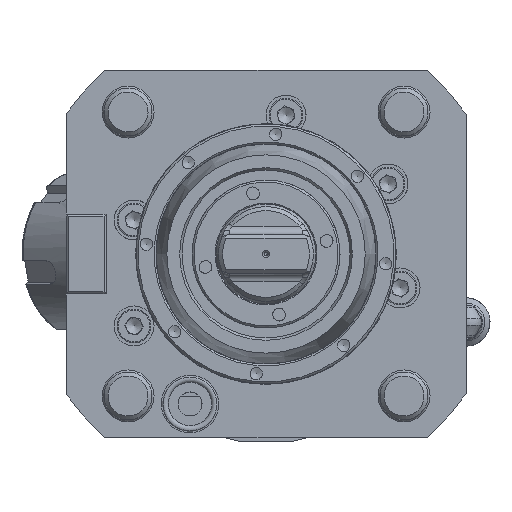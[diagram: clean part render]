
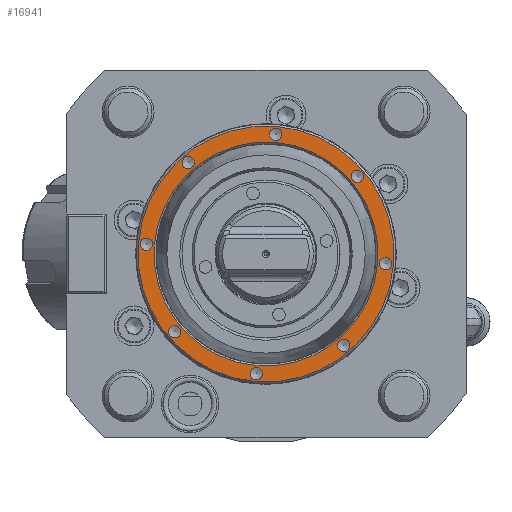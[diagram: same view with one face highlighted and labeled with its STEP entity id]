
A CAD part, front view. The second image highlights one B-rep face of the part: STEP entity #16941.
In plain terms, the highlighted planar face has unit normal (0, -1, 0).
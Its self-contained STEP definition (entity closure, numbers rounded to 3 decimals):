
#1880 = DIRECTION ( 'NONE',  ( -0.081, 0., -0.997 ) ) ;
#1923 = DIRECTION ( 'NONE',  ( -0.081, 0., -0.997 ) ) ;
#2958 = DIRECTION ( 'NONE',  ( 0., -1., 0. ) ) ;
#3548 = AXIS2_PLACEMENT_3D ( 'NONE', #14812, #50835, #25075 ) ;
#4525 = DIRECTION ( 'NONE',  ( -0.081, 0., -0.997 ) ) ;
#4881 = DIRECTION ( 'NONE',  ( 0., -1., 0. ) ) ;
#5000 = CARTESIAN_POINT ( 'NONE',  ( 2.208, -42.997, 28.259 ) ) ;
#7168 = FACE_BOUND ( 'NONE', #21041, .T. ) ;
#7965 = FACE_OUTER_BOUND ( 'NONE', #30285, .T. ) ;
#8023 = DIRECTION ( 'NONE',  ( -0.081, 0., -0.997 ) ) ;
#8336 = EDGE_LOOP ( 'NONE', ( #21749 ) ) ;
#9102 = DIRECTION ( 'NONE',  ( -0.081, 0., -0.997 ) ) ;
#9318 = CARTESIAN_POINT ( 'NONE',  ( 19.354, -42.997, -22.95 ) ) ;
#9649 = ORIENTED_EDGE ( 'NONE', *, *, #54292, .F. ) ;
#11001 = VERTEX_POINT ( 'NONE', #31027 ) ;
#11144 = FACE_BOUND ( 'NONE', #8336, .T. ) ;
#12613 = VERTEX_POINT ( 'NONE', #43420 ) ;
#13292 = CARTESIAN_POINT ( 'NONE',  ( 22.645, -42.997, 17.793 ) ) ;
#13377 = CARTESIAN_POINT ( 'NONE',  ( 2.333, -42.997, 29.804 ) ) ;
#13393 = DIRECTION ( 'NONE',  ( 0., -1., 0. ) ) ;
#14531 = EDGE_CURVE ( 'NONE', #17625, #17625, #40011, .T. ) ;
#14812 = CARTESIAN_POINT ( 'NONE',  ( -19.519, -42.997, 22.754 ) ) ;
#14934 = EDGE_LOOP ( 'NONE', ( #18318 ) ) ;
#15549 = CIRCLE ( 'NONE', #25951, 1.55 ) ;
#15975 = FACE_BOUND ( 'NONE', #48734, .T. ) ;
#16941 = ADVANCED_FACE ( 'NONE', ( #26336, #20790, #11144, #35270, #7168, #15975, #64250, #27955, #21527, #7965 ), #44235, .T. ) ;
#17065 = EDGE_CURVE ( 'NONE', #22384, #22384, #18347, .T. ) ;
#17118 = AXIS2_PLACEMENT_3D ( 'NONE', #18144, #2958, #38397 ) ;
#17308 = CARTESIAN_POINT ( 'NONE',  ( -29.985, -42.997, 2.317 ) ) ;
#17534 = CIRCLE ( 'NONE', #47895, 1.55 ) ;
#17625 = VERTEX_POINT ( 'NONE', #62541 ) ;
#18144 = CARTESIAN_POINT ( 'NONE',  ( -0.082, -42.997, -0.098 ) ) ;
#18318 = ORIENTED_EDGE ( 'NONE', *, *, #14531, .T. ) ;
#18347 = CIRCLE ( 'NONE', #57800, 1.55 ) ;
#18721 = EDGE_LOOP ( 'NONE', ( #25596 ) ) ;
#20790 = FACE_BOUND ( 'NONE', #63804, .T. ) ;
#21041 = EDGE_LOOP ( 'NONE', ( #9649 ) ) ;
#21527 = FACE_BOUND ( 'NONE', #14934, .T. ) ;
#21749 = ORIENTED_EDGE ( 'NONE', *, *, #65150, .F. ) ;
#21888 = AXIS2_PLACEMENT_3D ( 'NONE', #28139, #13393, #38578 ) ;
#22384 = VERTEX_POINT ( 'NONE', #13292 ) ;
#22626 = DIRECTION ( 'NONE',  ( -0.081, 0., -0.997 ) ) ;
#22761 = CIRCLE ( 'NONE', #26895, 1.55 ) ;
#23278 = EDGE_CURVE ( 'NONE', #35315, #35315, #64143, .T. ) ;
#24370 = CIRCLE ( 'NONE', #30041, 1.55 ) ;
#24427 = AXIS2_PLACEMENT_3D ( 'NONE', #27811, #58534, #1880 ) ;
#24509 = EDGE_LOOP ( 'NONE', ( #39320 ) ) ;
#25017 = ORIENTED_EDGE ( 'NONE', *, *, #44155, .F. ) ;
#25030 = ORIENTED_EDGE ( 'NONE', *, *, #17065, .F. ) ;
#25075 = DIRECTION ( 'NONE',  ( -0.081, 0., -0.997 ) ) ;
#25194 = CIRCLE ( 'NONE', #24427, 1.55 ) ;
#25596 = ORIENTED_EDGE ( 'NONE', *, *, #29564, .F. ) ;
#25738 = DIRECTION ( 'NONE',  ( 0., -1., 0. ) ) ;
#25951 = AXIS2_PLACEMENT_3D ( 'NONE', #17308, #62990, #22626 ) ;
#26336 = FACE_BOUND ( 'NONE', #41476, .T. ) ;
#26895 = AXIS2_PLACEMENT_3D ( 'NONE', #13377, #54123, #8023 ) ;
#26984 = CIRCLE ( 'NONE', #3548, 1.55 ) ;
#27811 = CARTESIAN_POINT ( 'NONE',  ( -22.934, -42.997, -19.535 ) ) ;
#27955 = FACE_BOUND ( 'NONE', #18721, .T. ) ;
#28139 = CARTESIAN_POINT ( 'NONE',  ( 32.312, -42.997, -2.715 ) ) ;
#28441 = CARTESIAN_POINT ( 'NONE',  ( 22.77, -42.997, 19.338 ) ) ;
#29564 = EDGE_CURVE ( 'NONE', #63398, #63398, #22761, .T. ) ;
#30041 = AXIS2_PLACEMENT_3D ( 'NONE', #9318, #65970, #9102 ) ;
#30285 = EDGE_LOOP ( 'NONE', ( #40039 ) ) ;
#30737 = AXIS2_PLACEMENT_3D ( 'NONE', #38034, #53386, #1923 ) ;
#30943 = VERTEX_POINT ( 'NONE', #39581 ) ;
#31027 = CARTESIAN_POINT ( 'NONE',  ( 29.696, -42.997, -4.058 ) ) ;
#33435 = DIRECTION ( 'NONE',  ( -0.081, 0., -0.997 ) ) ;
#34199 = VERTEX_POINT ( 'NONE', #53798 ) ;
#34609 = CARTESIAN_POINT ( 'NONE',  ( -2.658, -42.997, -31.995 ) ) ;
#35270 = FACE_BOUND ( 'NONE', #49741, .T. ) ;
#35315 = VERTEX_POINT ( 'NONE', #34609 ) ;
#38034 = CARTESIAN_POINT ( 'NONE',  ( -0.082, -42.997, -0.098 ) ) ;
#38397 = DIRECTION ( 'NONE',  ( -0.081, 0., -0.997 ) ) ;
#38578 = DIRECTION ( 'NONE',  ( -0.081, 0., -0.997 ) ) ;
#39320 = ORIENTED_EDGE ( 'NONE', *, *, #60342, .F. ) ;
#39581 = CARTESIAN_POINT ( 'NONE',  ( -30.11, -42.997, 0.772 ) ) ;
#39738 = EDGE_CURVE ( 'NONE', #11001, #11001, #17534, .T. ) ;
#39846 = VERTEX_POINT ( 'NONE', #61841 ) ;
#40011 = CIRCLE ( 'NONE', #30737, 28. ) ;
#40039 = ORIENTED_EDGE ( 'NONE', *, *, #23278, .T. ) ;
#41021 = DIRECTION ( 'NONE',  ( -0.081, 0., -0.997 ) ) ;
#41476 = EDGE_LOOP ( 'NONE', ( #25030 ) ) ;
#42932 = AXIS2_PLACEMENT_3D ( 'NONE', #55811, #25738, #4525 ) ;
#43420 = CARTESIAN_POINT ( 'NONE',  ( -2.622, -42.997, -31.546 ) ) ;
#43615 = DIRECTION ( 'NONE',  ( 0., -1., 0. ) ) ;
#44155 = EDGE_CURVE ( 'NONE', #12613, #12613, #56840, .T. ) ;
#44235 = PLANE ( 'NONE',  #21888 ) ;
#45883 = ORIENTED_EDGE ( 'NONE', *, *, #39738, .F. ) ;
#47895 = AXIS2_PLACEMENT_3D ( 'NONE', #61546, #4881, #41021 ) ;
#48734 = EDGE_LOOP ( 'NONE', ( #53093 ) ) ;
#49741 = EDGE_LOOP ( 'NONE', ( #25017 ) ) ;
#50835 = DIRECTION ( 'NONE',  ( 0., -1., 0. ) ) ;
#53093 = ORIENTED_EDGE ( 'NONE', *, *, #63169, .F. ) ;
#53386 = DIRECTION ( 'NONE',  ( 0., 1., 0. ) ) ;
#53798 = CARTESIAN_POINT ( 'NONE',  ( -23.059, -42.997, -21.08 ) ) ;
#54123 = DIRECTION ( 'NONE',  ( 0., -1., 0. ) ) ;
#54292 = EDGE_CURVE ( 'NONE', #34199, #34199, #25194, .T. ) ;
#54919 = CARTESIAN_POINT ( 'NONE',  ( -19.644, -42.997, 21.209 ) ) ;
#55811 = CARTESIAN_POINT ( 'NONE',  ( -2.497, -42.997, -30.001 ) ) ;
#56840 = CIRCLE ( 'NONE', #42932, 1.55 ) ;
#57800 = AXIS2_PLACEMENT_3D ( 'NONE', #28441, #43615, #33435 ) ;
#58422 = VERTEX_POINT ( 'NONE', #54919 ) ;
#58534 = DIRECTION ( 'NONE',  ( 0., -1., 0. ) ) ;
#60342 = EDGE_CURVE ( 'NONE', #58422, #58422, #26984, .T. ) ;
#61546 = CARTESIAN_POINT ( 'NONE',  ( 29.82, -42.997, -2.513 ) ) ;
#61841 = CARTESIAN_POINT ( 'NONE',  ( 19.23, -42.997, -24.495 ) ) ;
#62541 = CARTESIAN_POINT ( 'NONE',  ( -2.336, -42.997, -28.008 ) ) ;
#62990 = DIRECTION ( 'NONE',  ( 0., -1., 0. ) ) ;
#63169 = EDGE_CURVE ( 'NONE', #30943, #30943, #15549, .T. ) ;
#63398 = VERTEX_POINT ( 'NONE', #5000 ) ;
#63804 = EDGE_LOOP ( 'NONE', ( #45883 ) ) ;
#64143 = CIRCLE ( 'NONE', #17118, 32. ) ;
#64250 = FACE_BOUND ( 'NONE', #24509, .T. ) ;
#65150 = EDGE_CURVE ( 'NONE', #39846, #39846, #24370, .T. ) ;
#65970 = DIRECTION ( 'NONE',  ( 0., -1., 0. ) ) ;
